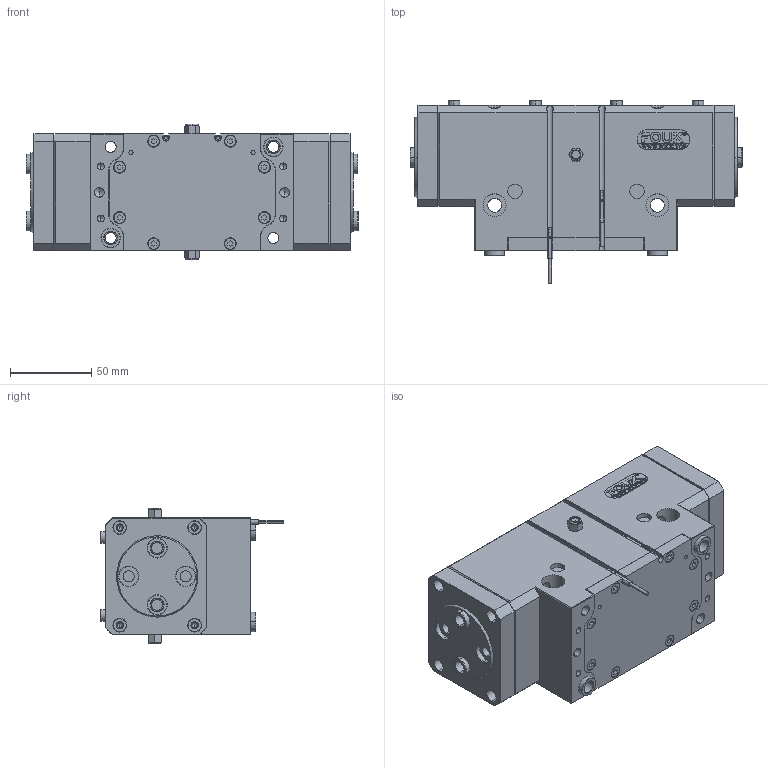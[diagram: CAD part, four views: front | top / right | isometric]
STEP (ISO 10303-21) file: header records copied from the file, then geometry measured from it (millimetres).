
FILE_DESCRIPTION (( 'STEP AP203' ), '1' );
FILE_NAME ('TRF72.STEP', '2026-03-06T08:24:39', ( 'USER-' ), ( 'Microsoft' ), 'SwSTEP 2.0', 'SolidWorks 2018', '' );
FILE_SCHEMA (( 'CONFIG_CONTROL_DESIGN' ));
Length unit declared in the file: millimetre
Products named in the file (12): 棠羲換覜ん; FR72-192-M-05菁裔啣; BSLMM5; TRF72-01 忒硌薊极; TRF72; TRF72-04 奻葡裔啣; 内六角薄圆柱头螺钉[GBT70_1-2008][M4×8]_M4×8; TRF72-M-01 喘倛褲极; TRF72-02 耜猾极; 32x12-R6; 内六角圆柱头螺钉[GBT70_1-2008][M4×3.5]_M4×6; ﾏ擎ﾗ12｡ﾁ8｡ﾁ6
Assembly tree (34 placements, depth 2):
  TRF72
    TRF72-M-01 喘倛褲极
    FR72-192-M-05菁裔啣
    TRF72-01 忒硌薊极  x2
    TRF72-02 耜猾极  x2
    TRF72-04 奻葡裔啣
    棠羲換覜ん  x2
    32x12-R6
    BSLMM5  x2
    ﾏ擎ﾗ12｡ﾁ8｡ﾁ6  x6
    内六角薄圆柱头螺钉[GBT70_1-2008][M4×8]_M4×8  x8
    内六角圆柱头螺钉[GBT70_1-2008][M4×3.5]_M4×6  x8
Bounding box: 204 x 112.18 x 83.5 mm (x, y, z)
Volume: 855497.7 mm3; surface area: 185075.5 mm2
Topology: 34 solids, 34 shells, 1552 faces, 3835 edges, 2438 vertices
Faces by surface type: plane 663, cylinder 453, cone 210, bspline 154, torus 68, sphere 4
Entity records: 40260 total; most frequent: CARTESIAN_POINT 12784, ORIENTED_EDGE 5472, DIRECTION 4982, EDGE_CURVE 2736, VERTEX_POINT 1791, AXIS2_PLACEMENT_3D 1673, VECTOR 1636, LINE 1636
